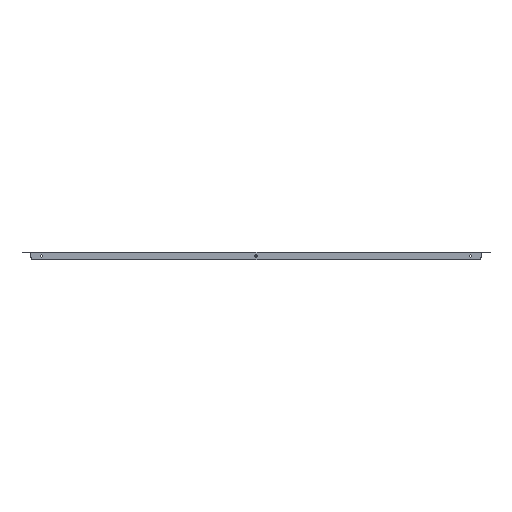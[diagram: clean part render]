
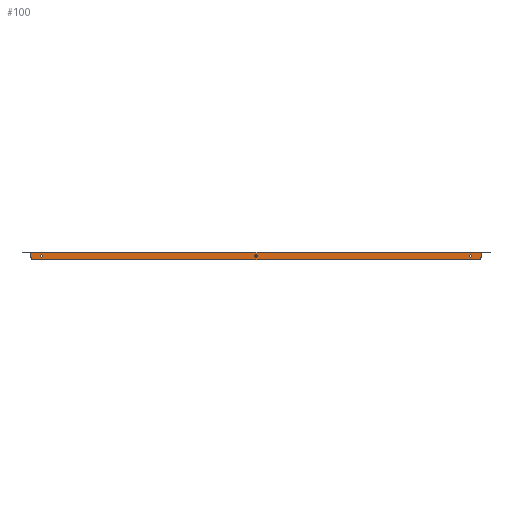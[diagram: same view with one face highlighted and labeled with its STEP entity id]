
A CAD part, front view. The second image highlights one B-rep face of the part: STEP entity #100.
In plain terms, the highlighted planar face has unit normal (0, -1, 0).
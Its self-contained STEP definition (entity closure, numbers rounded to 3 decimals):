
#1 = DIRECTION ( 'NONE',  ( 0., 0., -1. ) ) ;
#11 = AXIS2_PLACEMENT_3D ( 'NONE', #1264, #291, #1375 ) ;
#30 = CARTESIAN_POINT ( 'NONE',  ( 0., -24.8, -5.4 ) ) ;
#90 = VECTOR ( 'NONE', #1, 1000. ) ;
#91 = AXIS2_PLACEMENT_3D ( 'NONE', #1410, #1532, #663 ) ;
#100 = ADVANCED_FACE ( 'NONE', ( #156, #374, #391, #1293 ), #1204, .F. ) ;
#110 = EDGE_CURVE ( 'NONE', #1230, #1438, #507, .T. ) ;
#120 = VECTOR ( 'NONE', #1252, 1000. ) ;
#123 = CIRCLE ( 'NONE', #11, 2.1 ) ;
#134 = EDGE_LOOP ( 'NONE', ( #1118, #1534, #973, #1586, #170, #152 ) ) ;
#147 = AXIS2_PLACEMENT_3D ( 'NONE', #1267, #1132, #1385 ) ;
#149 = DIRECTION ( 'NONE',  ( 0., 1., 0. ) ) ;
#152 = ORIENTED_EDGE ( 'NONE', *, *, #110, .F. ) ;
#156 = FACE_BOUND ( 'NONE', #1525, .T. ) ;
#170 = ORIENTED_EDGE ( 'NONE', *, *, #1468, .T. ) ;
#248 = CARTESIAN_POINT ( 'NONE',  ( 426.25, -24.8, 0. ) ) ;
#291 = DIRECTION ( 'NONE',  ( 0., 1., 0. ) ) ;
#336 = VERTEX_POINT ( 'NONE', #30 ) ;
#374 = FACE_BOUND ( 'NONE', #532, .T. ) ;
#391 = FACE_BOUND ( 'NONE', #1582, .T. ) ;
#403 = EDGE_CURVE ( 'NONE', #1611, #1122, #1078, .T. ) ;
#404 = CARTESIAN_POINT ( 'NONE',  ( -406.25, -24.8, -5.4 ) ) ;
#452 = CARTESIAN_POINT ( 'NONE',  ( -426.25, -24.8, -0.919 ) ) ;
#465 = CARTESIAN_POINT ( 'NONE',  ( -428.796, -24.8, -0.919 ) ) ;
#505 = DIRECTION ( 'NONE',  ( 0., 0., 1. ) ) ;
#507 = LINE ( 'NONE', #465, #1221 ) ;
#515 = LINE ( 'NONE', #801, #1461 ) ;
#532 = EDGE_LOOP ( 'NONE', ( #1119 ) ) ;
#533 = LINE ( 'NONE', #248, #120 ) ;
#620 = EDGE_CURVE ( 'NONE', #1033, #1316, #853, .T. ) ;
#635 = VERTEX_POINT ( 'NONE', #404 ) ;
#663 = DIRECTION ( 'NONE',  ( 0., 0., 1. ) ) ;
#664 = AXIS2_PLACEMENT_3D ( 'NONE', #1241, #869, #505 ) ;
#717 = DIRECTION ( 'NONE',  ( 0., 0., 1. ) ) ;
#734 = VERTEX_POINT ( 'NONE', #1398 ) ;
#785 = CARTESIAN_POINT ( 'NONE',  ( 426.25, -24.8, -10. ) ) ;
#801 = CARTESIAN_POINT ( 'NONE',  ( 0., -24.8, -15. ) ) ;
#849 = CIRCLE ( 'NONE', #664, 2.1 ) ;
#853 = CIRCLE ( 'NONE', #91, 5. ) ;
#869 = DIRECTION ( 'NONE',  ( 0., 1., 0. ) ) ;
#873 = EDGE_CURVE ( 'NONE', #1230, #1033, #1283, .T. ) ;
#893 = CARTESIAN_POINT ( 'NONE',  ( 421.25, -24.8, -15. ) ) ;
#929 = AXIS2_PLACEMENT_3D ( 'NONE', #1224, #1071, #717 ) ;
#941 = AXIS2_PLACEMENT_3D ( 'NONE', #1269, #149, #1010 ) ;
#954 = DIRECTION ( 'NONE',  ( 1., 0., 0. ) ) ;
#958 = EDGE_CURVE ( 'NONE', #734, #734, #1423, .T. ) ;
#973 = ORIENTED_EDGE ( 'NONE', *, *, #1202, .T. ) ;
#979 = EDGE_CURVE ( 'NONE', #336, #336, #123, .T. ) ;
#1005 = ORIENTED_EDGE ( 'NONE', *, *, #958, .T. ) ;
#1010 = DIRECTION ( 'NONE',  ( 0., 0., 1. ) ) ;
#1033 = VERTEX_POINT ( 'NONE', #1520 ) ;
#1064 = DIRECTION ( 'NONE',  ( 1., 0., 0. ) ) ;
#1071 = DIRECTION ( 'NONE',  ( 0., 1., 0. ) ) ;
#1078 = CIRCLE ( 'NONE', #147, 5. ) ;
#1089 = CARTESIAN_POINT ( 'NONE',  ( -426.25, -24.8, 0. ) ) ;
#1118 = ORIENTED_EDGE ( 'NONE', *, *, #873, .T. ) ;
#1119 = ORIENTED_EDGE ( 'NONE', *, *, #979, .T. ) ;
#1122 = VERTEX_POINT ( 'NONE', #785 ) ;
#1132 = DIRECTION ( 'NONE',  ( 0., -1., 0. ) ) ;
#1202 = EDGE_CURVE ( 'NONE', #1316, #1611, #515, .T. ) ;
#1204 = PLANE ( 'NONE',  #929 ) ;
#1215 = CARTESIAN_POINT ( 'NONE',  ( -421.25, -24.8, -15. ) ) ;
#1221 = VECTOR ( 'NONE', #954, 1000. ) ;
#1224 = CARTESIAN_POINT ( 'NONE',  ( 0., -24.8, 0. ) ) ;
#1230 = VERTEX_POINT ( 'NONE', #452 ) ;
#1241 = CARTESIAN_POINT ( 'NONE',  ( -406.25, -24.8, -7.5 ) ) ;
#1252 = DIRECTION ( 'NONE',  ( 0., 0., 1. ) ) ;
#1264 = CARTESIAN_POINT ( 'NONE',  ( 0., -24.8, -7.5 ) ) ;
#1267 = CARTESIAN_POINT ( 'NONE',  ( 421.25, -24.8, -10. ) ) ;
#1269 = CARTESIAN_POINT ( 'NONE',  ( 406.25, -24.8, -7.5 ) ) ;
#1283 = LINE ( 'NONE', #1089, #90 ) ;
#1293 = FACE_OUTER_BOUND ( 'NONE', #134, .T. ) ;
#1316 = VERTEX_POINT ( 'NONE', #1215 ) ;
#1329 = CARTESIAN_POINT ( 'NONE',  ( 426.25, -24.8, -0.919 ) ) ;
#1375 = DIRECTION ( 'NONE',  ( 0., 0., 1. ) ) ;
#1385 = DIRECTION ( 'NONE',  ( 0., 0., 1. ) ) ;
#1398 = CARTESIAN_POINT ( 'NONE',  ( 406.25, -24.8, -5.4 ) ) ;
#1410 = CARTESIAN_POINT ( 'NONE',  ( -421.25, -24.8, -10. ) ) ;
#1423 = CIRCLE ( 'NONE', #941, 2.1 ) ;
#1438 = VERTEX_POINT ( 'NONE', #1329 ) ;
#1461 = VECTOR ( 'NONE', #1064, 1000. ) ;
#1468 = EDGE_CURVE ( 'NONE', #1122, #1438, #533, .T. ) ;
#1510 = ORIENTED_EDGE ( 'NONE', *, *, #1579, .T. ) ;
#1520 = CARTESIAN_POINT ( 'NONE',  ( -426.25, -24.8, -10. ) ) ;
#1525 = EDGE_LOOP ( 'NONE', ( #1510 ) ) ;
#1532 = DIRECTION ( 'NONE',  ( 0., -1., 0. ) ) ;
#1534 = ORIENTED_EDGE ( 'NONE', *, *, #620, .T. ) ;
#1579 = EDGE_CURVE ( 'NONE', #635, #635, #849, .T. ) ;
#1582 = EDGE_LOOP ( 'NONE', ( #1005 ) ) ;
#1586 = ORIENTED_EDGE ( 'NONE', *, *, #403, .T. ) ;
#1611 = VERTEX_POINT ( 'NONE', #893 ) ;
